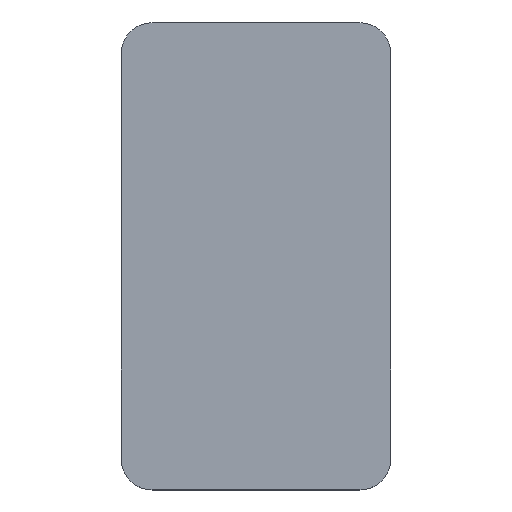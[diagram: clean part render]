
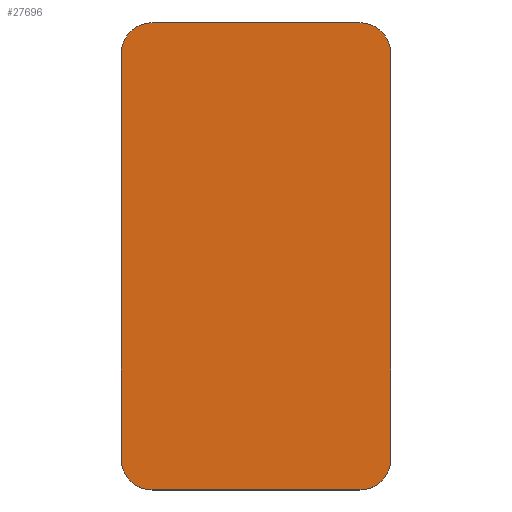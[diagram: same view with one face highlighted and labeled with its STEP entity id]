
A CAD part, front view. The second image highlights one B-rep face of the part: STEP entity #27696.
In plain terms, the highlighted planar face has unit normal (0, -1, 0).
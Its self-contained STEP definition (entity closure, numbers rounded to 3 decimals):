
#1154=CIRCLE('',#30698,3.138);
#1155=CIRCLE('',#30701,3.138);
#1156=CIRCLE('',#30704,3.138);
#1157=CIRCLE('',#30707,3.138);
#3257=FACE_OUTER_BOUND('',#4926,.T.);
#4926=EDGE_LOOP('',(#24546,#24547,#24548,#24549,#24550,#24551,#24552,#24553));
#7887=LINE('',#46633,#10857);
#7890=LINE('',#46641,#10860);
#7893=LINE('',#46649,#10863);
#7896=LINE('',#46656,#10866);
#10857=VECTOR('',#38461,10.);
#10860=VECTOR('',#38470,10.);
#10863=VECTOR('',#38479,10.);
#10866=VECTOR('',#38488,10.);
#13311=VERTEX_POINT('',#46626);
#13312=VERTEX_POINT('',#46628);
#13313=VERTEX_POINT('',#46632);
#13314=VERTEX_POINT('',#46636);
#13315=VERTEX_POINT('',#46640);
#13316=VERTEX_POINT('',#46644);
#13317=VERTEX_POINT('',#46648);
#13318=VERTEX_POINT('',#46652);
#17049=EDGE_CURVE('',#13312,#13311,#1154,.T.);
#17051=EDGE_CURVE('',#13313,#13312,#7887,.T.);
#17053=EDGE_CURVE('',#13314,#13313,#1155,.T.);
#17055=EDGE_CURVE('',#13315,#13314,#7890,.T.);
#17057=EDGE_CURVE('',#13316,#13315,#1156,.T.);
#17059=EDGE_CURVE('',#13317,#13316,#7893,.T.);
#17061=EDGE_CURVE('',#13318,#13317,#1157,.T.);
#17063=EDGE_CURVE('',#13311,#13318,#7896,.T.);
#24546=ORIENTED_EDGE('',*,*,#17063,.T.);
#24547=ORIENTED_EDGE('',*,*,#17061,.T.);
#24548=ORIENTED_EDGE('',*,*,#17059,.T.);
#24549=ORIENTED_EDGE('',*,*,#17057,.T.);
#24550=ORIENTED_EDGE('',*,*,#17055,.T.);
#24551=ORIENTED_EDGE('',*,*,#17053,.T.);
#24552=ORIENTED_EDGE('',*,*,#17051,.T.);
#24553=ORIENTED_EDGE('',*,*,#17049,.T.);
#25692=PLANE('',#30709);
#27696=ADVANCED_FACE('',(#3257),#25692,.T.);
#30698=AXIS2_PLACEMENT_3D('',#46629,#38456,#38457);
#30701=AXIS2_PLACEMENT_3D('',#46637,#38465,#38466);
#30704=AXIS2_PLACEMENT_3D('',#46645,#38474,#38475);
#30707=AXIS2_PLACEMENT_3D('',#46653,#38483,#38484);
#30709=AXIS2_PLACEMENT_3D('',#46657,#38489,#38490);
#38456=DIRECTION('center_axis',(0.,-1.,
0.));
#38457=DIRECTION('ref_axis',(0.,0.,
1.));
#38461=DIRECTION('',(-1.,0.,0.));
#38465=DIRECTION('center_axis',(0.,-1.,
0.));
#38466=DIRECTION('ref_axis',(1.,0.,0.));
#38470=DIRECTION('',(0.,0.,1.));
#38474=DIRECTION('center_axis',(0.,-1.,
0.));
#38475=DIRECTION('ref_axis',(0.,0.,
-1.));
#38479=DIRECTION('',(1.,0.,0.));
#38483=DIRECTION('center_axis',(0.,-1.,
0.));
#38484=DIRECTION('ref_axis',(-1.,0.,0.));
#38488=DIRECTION('',(0.,0.,-1.));
#38489=DIRECTION('center_axis',(0.,-1.,
0.));
#38490=DIRECTION('ref_axis',(1.,0.,0.));
#46626=CARTESIAN_POINT('',(-2.363,-58.695,58.912));
#46628=CARTESIAN_POINT('',(0.774,-58.694,62.049));
#46629=CARTESIAN_POINT('Origin',(0.774,-58.695,58.912));
#46632=CARTESIAN_POINT('',(21.917,-58.694,62.049));
#46633=CARTESIAN_POINT('',(21.917,-58.694,62.049));
#46636=CARTESIAN_POINT('',(25.054,-58.695,58.912));
#46637=CARTESIAN_POINT('Origin',(21.917,-58.695,58.912));
#46640=CARTESIAN_POINT('',(25.054,-58.702,17.663));
#46641=CARTESIAN_POINT('',(25.054,-58.702,17.663));
#46644=CARTESIAN_POINT('',(21.917,-58.703,14.526));
#46645=CARTESIAN_POINT('Origin',(21.917,-58.702,17.663));
#46648=CARTESIAN_POINT('',(0.774,-58.703,14.526));
#46649=CARTESIAN_POINT('',(0.774,-58.703,14.526));
#46652=CARTESIAN_POINT('',(-2.363,-58.702,17.663));
#46653=CARTESIAN_POINT('Origin',(0.774,-58.702,17.663));
#46656=CARTESIAN_POINT('',(-2.363,-58.695,58.912));
#46657=CARTESIAN_POINT('Origin',(11.346,-58.699,38.287));
